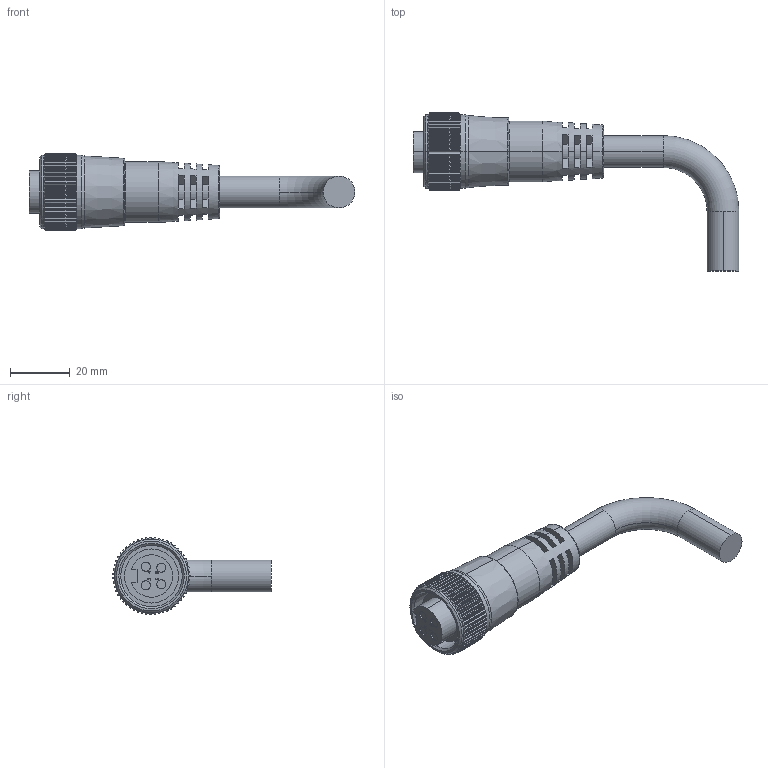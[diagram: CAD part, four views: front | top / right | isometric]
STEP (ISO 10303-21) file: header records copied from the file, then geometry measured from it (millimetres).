
FILE_DESCRIPTION (( 'STEP AP214' ), '1' );
FILE_NAME ('ZP-S1C-4FPX-2M.step', '2016-03-08T22:16:28', ( '' ), ( '' ), 'SwSTEP 2.0', 'SolidWorks 2015', '' );
FILE_SCHEMA (( 'AUTOMOTIVE_DESIGN' ));
Length unit declared in the file: millimetre
Products named in the file (1): ZP-S1C-4FPX-2M
Bounding box: 109.09 x 52.9 x 25.84 mm (x, y, z)
Volume: 27613.4 mm3; surface area: 12010.6 mm2
Topology: 2 solids, 2 shells, 558 faces, 1579 edges, 1046 vertices
Faces by surface type: cylinder 308, plane 208, bspline 20, cone 14, torus 8
Entity records: 20554 total; most frequent: CARTESIAN_POINT 7226, ORIENTED_EDGE 3158, DIRECTION 2221, EDGE_CURVE 1579, VERTEX_POINT 1046, AXIS2_PLACEMENT_3D 805, B_SPLINE_CURVE_WITH_KNOTS 702, VECTOR 611
